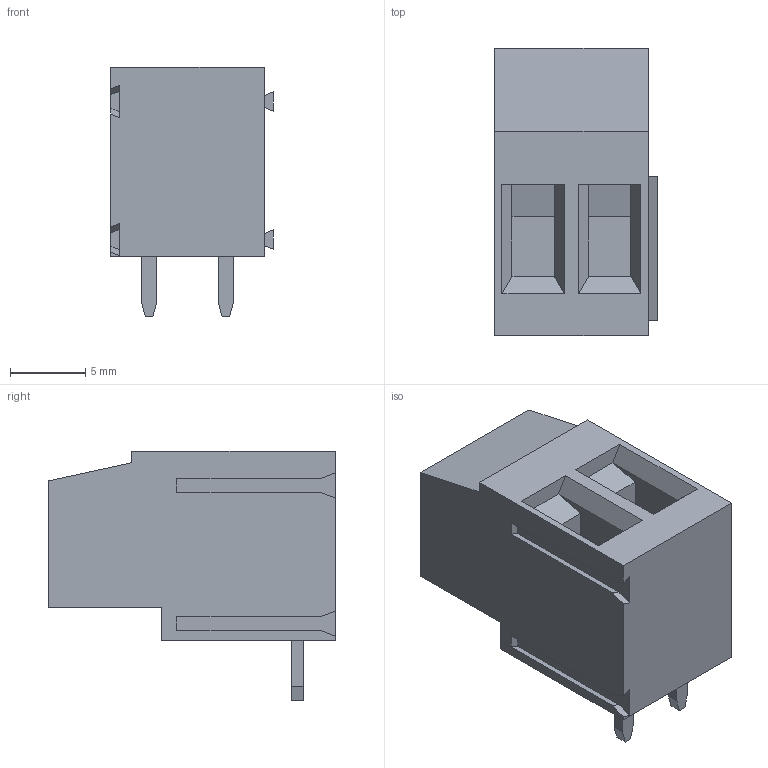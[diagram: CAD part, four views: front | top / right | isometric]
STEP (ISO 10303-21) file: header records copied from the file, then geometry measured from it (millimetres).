
FILE_DESCRIPTION(('STEP AP214'),'1');
FILE_NAME('MVSP252-5,08-H.stp','2019-10-11T08:04:12',(' '),(' '),'Spatial InterOp 3D',' ',' ');
FILE_SCHEMA(('automotive_design'));
Length unit declared in the file: metre
Products named in the file (1): 1
Bounding box: 10.76 x 19 x 16.5 mm (x, y, z)
Volume: 1828.6 mm3; surface area: 1658.4 mm2
Topology: 1 solids, 1 shells, 132 faces, 349 edges, 232 vertices
Faces by surface type: plane 117, cylinder 12, cone 2, extrusion 1
Full cylindrical faces by diameter (mm): 2.6 x2, 3.8 x2, 4 x2
Entity records: 5035 total; most frequent: CARTESIAN_POINT 716, ORIENTED_EDGE 674, DIRECTION 630, EDGE_CURVE 337, VECTOR 306, LINE 305, VERTEX_POINT 228, AXIS2_PLACEMENT_3D 162
